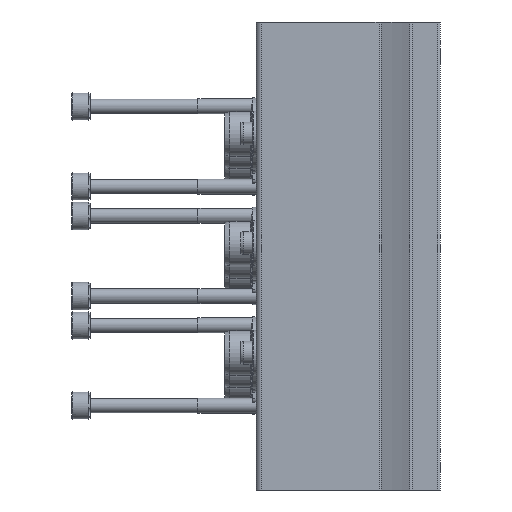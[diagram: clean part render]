
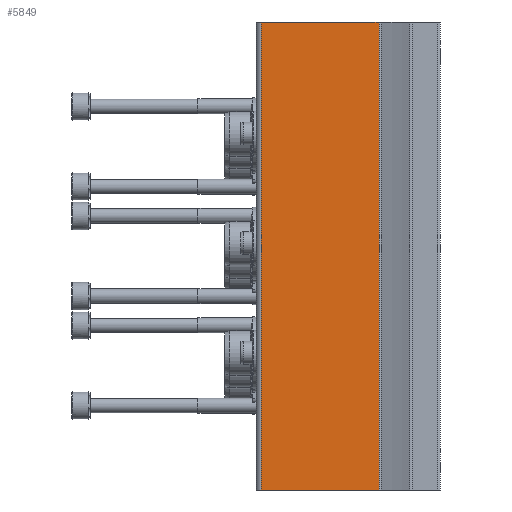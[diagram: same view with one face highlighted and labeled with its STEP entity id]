
A CAD part, left-side view. The second image highlights one B-rep face of the part: STEP entity #5849.
In plain terms, the highlighted planar face has unit normal (-1, 0, 0).
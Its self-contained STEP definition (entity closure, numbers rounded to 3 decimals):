
#209=PLANE('',#6318);
#787=ORIENTED_EDGE('',*,*,#2329,.F.);
#788=ORIENTED_EDGE('',*,*,#2328,.F.);
#789=ORIENTED_EDGE('',*,*,#2330,.T.);
#790=ORIENTED_EDGE('',*,*,#2331,.T.);
#2328=EDGE_CURVE('',#3099,#3097,#3652,.T.);
#2329=EDGE_CURVE('',#3097,#3100,#3653,.T.);
#2330=EDGE_CURVE('',#3099,#3101,#3654,.T.);
#2331=EDGE_CURVE('',#3101,#3100,#3655,.T.);
#3097=VERTEX_POINT('',#9110);
#3099=VERTEX_POINT('',#9114);
#3100=VERTEX_POINT('',#9118);
#3101=VERTEX_POINT('',#9120);
#3652=LINE('',#9115,#4091);
#3653=LINE('',#9117,#4092);
#3654=LINE('',#9119,#4093);
#3655=LINE('',#9121,#4094);
#4091=VECTOR('',#7055,1000.);
#4092=VECTOR('',#7058,1000.);
#4093=VECTOR('',#7059,1000.);
#4094=VECTOR('',#7060,1000.);
#4543=EDGE_LOOP('',(#787,#788,#789,#790));
#5152=FACE_BOUND('',#4543,.T.);
#5849=ADVANCED_FACE('',(#5152),#209,.T.);
#6318=AXIS2_PLACEMENT_3D('',#9116,#7056,#7057);
#7055=DIRECTION('',(0.,0.,1.));
#7056=DIRECTION('',(-1.,0.,0.));
#7057=DIRECTION('',(0.,0.,1.));
#7058=DIRECTION('',(0.,-1.,0.));
#7059=DIRECTION('',(0.,-1.,0.));
#7060=DIRECTION('',(0.,0.,1.));
#9110=CARTESIAN_POINT('',(-55.,36.,0.));
#9114=CARTESIAN_POINT('',(-55.,36.,-94.));
#9115=CARTESIAN_POINT('',(-55.,36.,-94.));
#9116=CARTESIAN_POINT('',(-55.,36.,-94.));
#9117=CARTESIAN_POINT('',(-55.,36.,0.));
#9118=CARTESIAN_POINT('',(-55.,12.341,0.));
#9119=CARTESIAN_POINT('',(-55.,36.,-94.));
#9120=CARTESIAN_POINT('',(-55.,12.341,-94.));
#9121=CARTESIAN_POINT('',(-55.,12.341,-94.));
